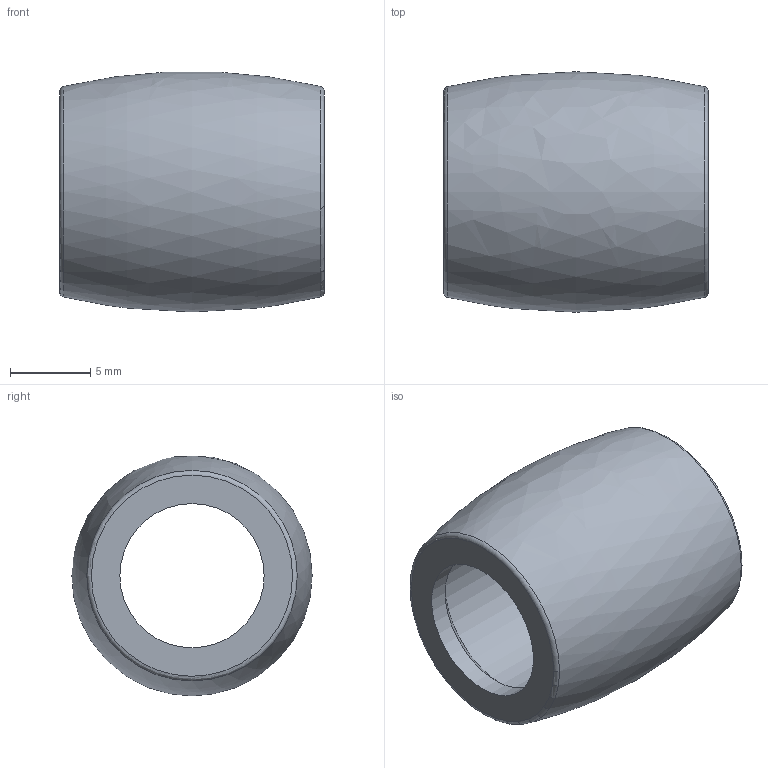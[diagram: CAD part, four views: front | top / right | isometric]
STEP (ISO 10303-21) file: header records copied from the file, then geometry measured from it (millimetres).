
FILE_DESCRIPTION(/* description */ (''),/* implementation_level */ '2;1');
FILE_NAME(/* name */ '2.75''''Small Rubber Wheel.ipt.step',/* time_stamp */ '2020-04-16T23:27:32-04:00',/* author */ ('Jordan'),/* organization */ (''),/* preprocessor_version */ 'ST-DEVELOPER v17',/* originating_system */ 'Autodesk Inventor 2019',/* authorisation */ '');
FILE_SCHEMA (('AUTOMOTIVE_DESIGN { 1 0 10303 214 3 1 1 }'));
Length unit declared in the file: inch
Products named in the file (1): SMALL-RUBBER-WHEEL
Bounding box: 16.5 x 15 x 14.96 mm (x, y, z)
Volume: 1418.7 mm3; surface area: 1405.6 mm2
Topology: 1 solids, 1 shells, 10 faces, 34 edges, 26 vertices
Faces by surface type: cylinder 3, torus 2, cone 2, plane 2, bspline 1
Full cylindrical faces by diameter (mm): 9 x2, 10 x1
Entity records: 600 total; most frequent: CARTESIAN_POINT 226, DIRECTION 81, ORIENTED_EDGE 68, AXIS2_PLACEMENT_3D 38, EDGE_CURVE 34, VERTEX_POINT 26, CIRCLE 24, EDGE_LOOP 12
